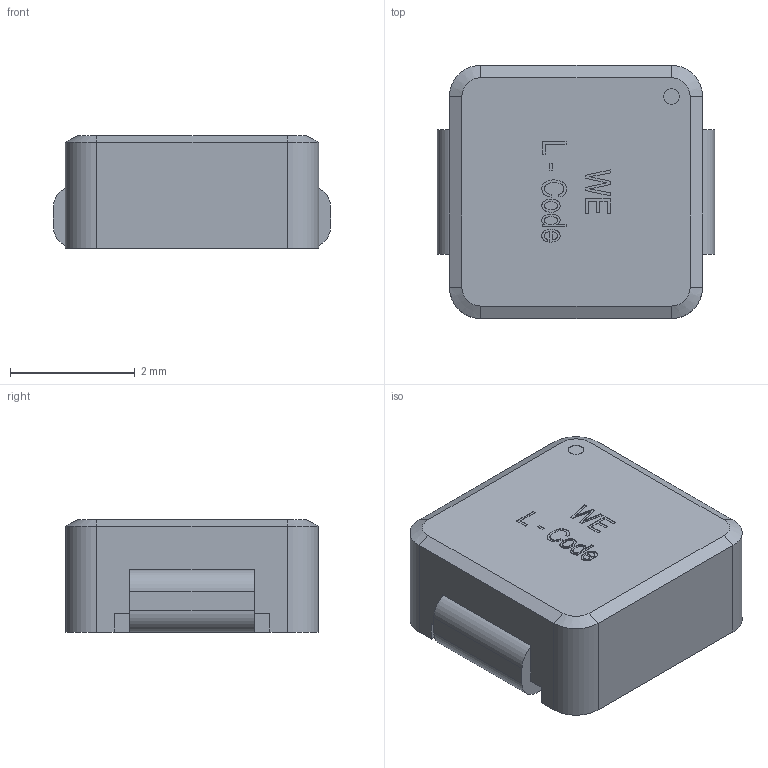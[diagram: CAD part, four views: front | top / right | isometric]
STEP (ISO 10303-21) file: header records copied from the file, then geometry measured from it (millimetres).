
FILE_DESCRIPTION(/* description */ ('Unknown'),/* implementation_level */ '2;1');
FILE_NAME(/* name */ 'IndHC0402_molded',/* time_stamp */ '2024-01-09T15:47:59+01:00',/* author */ ('Unknown'),/* organization */ ('Unknown'),/* preprocessor_version */ 'ST-DEVELOPER v16.7',/* originating_system */ 'Solid Edge',/* authorisation */ 'Unknown');
FILE_SCHEMA (('AUTOMOTIVE_DESIGN {1 0 10303 214 3 1 1}'));
Length unit declared in the file: millimetre
Products named in the file (3): IndHC0402_molded; pin; base
Assembly tree (2 placements, depth 2):
  IndHC0402_molded
    pin
    base
Bounding box: 4.45 x 4.06 x 1.8 mm (x, y, z)
Volume: 31.5 mm3; surface area: 91.1 mm2
Topology: 2 solids, 2 shells, 125 faces, 319 edges, 210 vertices
Faces by surface type: plane 97, cylinder 15, bspline 9, cone 4
Full cylindrical faces by diameter (mm): 0.25 x1
Entity records: 5052 total; most frequent: CARTESIAN_POINT 1454, ORIENTED_EDGE 630, DIRECTION 479, EDGE_CURVE 315, VERTEX_POINT 210, LINE 173, VECTOR 173, AXIS2_PLACEMENT_3D 153
